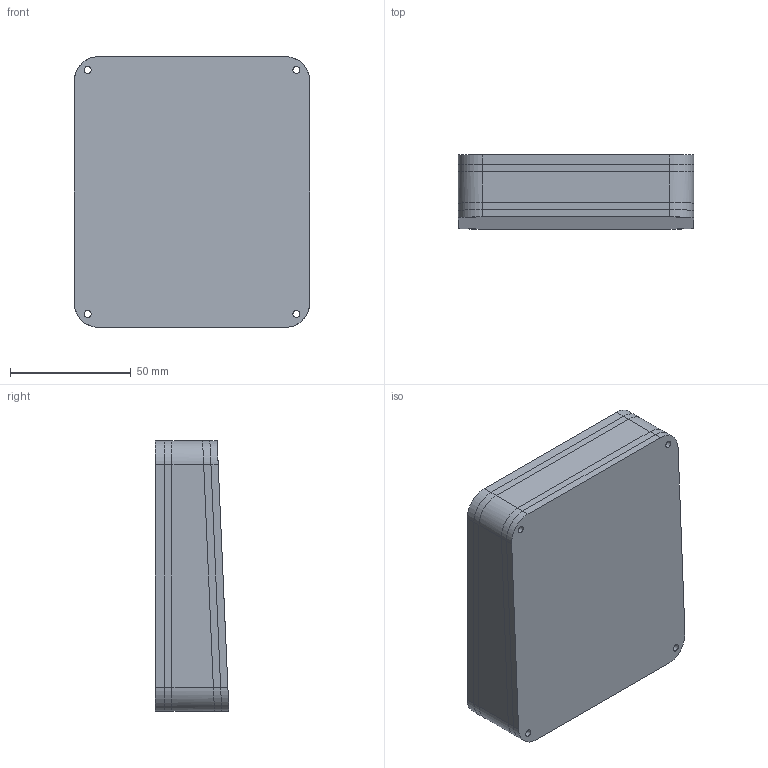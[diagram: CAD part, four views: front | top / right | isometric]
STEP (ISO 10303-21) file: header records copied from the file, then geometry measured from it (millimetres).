
FILE_DESCRIPTION(/* description */ ('STEP AP242','CAx-IF Rec.Pracs.---Representation and Presentation of Product Manufacturing Information (PMI)---4.0---2014-10-13','CAx-IF Rec.Pracs.---3D Tessellated Geometry---0.4---2014-09-14','2;1'),/* implementation_level */ '2;1');
FILE_NAME(/* name */ '67170a1752a9b256796cb20f',/* time_stamp */ '2024-10-22T02:12:39Z',/* author */ (''),/* organization */ (''),/* preprocessor_version */ 'ST-DEVELOPER v20',/* originating_system */ ' ',/* authorisation */ ' ');
FILE_SCHEMA (('AP242_MANAGED_MODEL_BASED_3D_ENGINEERING_MIM_LF { 1 0 10303 442 1 1 4 }'));
Length unit declared in the file: metre
Products named in the file (6): Assembly 1; Part 232; Part 234; Part 236; Part 233; Part 235
Assembly tree (5 placements, depth 2):
  Assembly 1
    Part 232
    Part 234
    Part 236
    Part 233
    Part 235
Bounding box: 97.44 x 30.58 x 112.01 mm (x, y, z)
Volume: 113128.7 mm3; surface area: 78129.4 mm2
Topology: 5 solids, 5 shells, 166 faces, 472 edges, 316 vertices
Faces by surface type: plane 110, cylinder 56
Full cylindrical faces by diameter (mm): 2.9 x20
Entity records: 5576 total; most frequent: CARTESIAN_POINT 932, DIRECTION 904, ORIENTED_EDGE 896, EDGE_CURVE 448, LINE 336, VECTOR 336, VERTEX_POINT 312, AXIS2_PLACEMENT_3D 284
